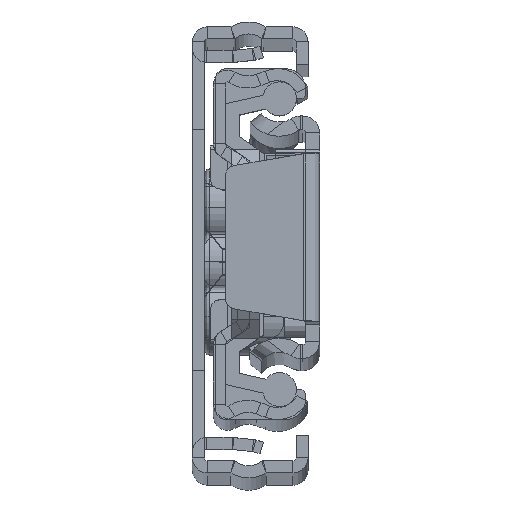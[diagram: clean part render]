
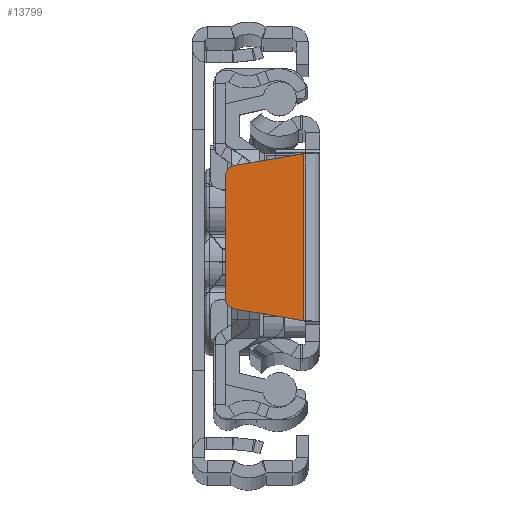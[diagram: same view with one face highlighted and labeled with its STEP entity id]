
A CAD part, top view. The second image highlights one B-rep face of the part: STEP entity #13799.
In plain terms, the highlighted planar face has unit normal (0, 0, 1).
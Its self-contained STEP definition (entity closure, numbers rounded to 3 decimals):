
#273 = AXIS2_PLACEMENT_3D ( 'NONE', #20543, #5438, #12169 ) ;
#348 = EDGE_CURVE ( 'NONE', #8679, #11701, #19726, .T. ) ;
#1028 = CARTESIAN_POINT ( 'NONE',  ( -9.4, 6.156, 0. ) ) ;
#1172 = ORIENTED_EDGE ( 'NONE', *, *, #14389, .F. ) ;
#1465 = CARTESIAN_POINT ( 'NONE',  ( -1.6, -8.333, 0. ) ) ;
#2514 = ORIENTED_EDGE ( 'NONE', *, *, #4355, .F. ) ;
#2642 = VECTOR ( 'NONE', #4732, 1000. ) ;
#2960 = VERTEX_POINT ( 'NONE', #1465 ) ;
#3106 = DIRECTION ( 'NONE',  ( -0.986, 0.168, 0. ) ) ;
#3761 = CIRCLE ( 'NONE', #273, 1. ) ;
#3925 = VERTEX_POINT ( 'NONE', #20020 ) ;
#4255 = VERTEX_POINT ( 'NONE', #19573 ) ;
#4355 = EDGE_CURVE ( 'NONE', #11701, #2960, #18576, .T. ) ;
#4732 = DIRECTION ( 'NONE',  ( 0.986, 0.168, 0. ) ) ;
#5238 = DIRECTION ( 'NONE',  ( 0., -1., 0. ) ) ;
#5438 = DIRECTION ( 'NONE',  ( 0., 0., -1. ) ) ;
#5670 = ORIENTED_EDGE ( 'NONE', *, *, #21064, .F. ) ;
#7630 = ORIENTED_EDGE ( 'NONE', *, *, #14086, .F. ) ;
#8000 = VECTOR ( 'NONE', #14549, 1000. ) ;
#8679 = VERTEX_POINT ( 'NONE', #9593 ) ;
#9588 = CARTESIAN_POINT ( 'NONE',  ( -1.5, 8.35, 0. ) ) ;
#9593 = CARTESIAN_POINT ( 'NONE',  ( -8.568, 7.142, 0. ) ) ;
#9640 = ORIENTED_EDGE ( 'NONE', *, *, #348, .F. ) ;
#10076 = CARTESIAN_POINT ( 'NONE',  ( -8.4, 6.156, 0. ) ) ;
#10109 = VECTOR ( 'NONE', #5238, 1000. ) ;
#10207 = CARTESIAN_POINT ( 'NONE',  ( -1.6, -8.333, 0. ) ) ;
#11397 = VERTEX_POINT ( 'NONE', #12861 ) ;
#11701 = VERTEX_POINT ( 'NONE', #17907 ) ;
#11877 = AXIS2_PLACEMENT_3D ( 'NONE', #20617, #19176, #12255 ) ;
#12062 = DIRECTION ( 'NONE',  ( -1., 0., 0. ) ) ;
#12169 = DIRECTION ( 'NONE',  ( -1., 0., 0. ) ) ;
#12255 = DIRECTION ( 'NONE',  ( -1., 0., 0. ) ) ;
#12861 = CARTESIAN_POINT ( 'NONE',  ( -9.4, -6.156, 0. ) ) ;
#13799 = ADVANCED_FACE ( 'NONE', ( #17014 ), #16913, .F. ) ;
#14086 = EDGE_CURVE ( 'NONE', #4255, #11397, #3761, .T. ) ;
#14389 = EDGE_CURVE ( 'NONE', #3925, #8679, #18218, .T. ) ;
#14496 = EDGE_CURVE ( 'NONE', #11397, #3925, #21381, .T. ) ;
#14549 = DIRECTION ( 'NONE',  ( 0., 1., 0. ) ) ;
#14997 = LINE ( 'NONE', #16436, #16135 ) ;
#15106 = EDGE_LOOP ( 'NONE', ( #2514, #9640, #1172, #15836, #7630, #5670 ) ) ;
#15836 = ORIENTED_EDGE ( 'NONE', *, *, #14496, .F. ) ;
#16135 = VECTOR ( 'NONE', #3106, 1000. ) ;
#16436 = CARTESIAN_POINT ( 'NONE',  ( -8.568, -7.142, 0. ) ) ;
#16913 = PLANE ( 'NONE',  #17488 ) ;
#17014 = FACE_OUTER_BOUND ( 'NONE', #15106, .T. ) ;
#17488 = AXIS2_PLACEMENT_3D ( 'NONE', #10076, #20443, #12062 ) ;
#17907 = CARTESIAN_POINT ( 'NONE',  ( -1.6, 8.333, 0. ) ) ;
#18218 = CIRCLE ( 'NONE', #11877, 1. ) ;
#18576 = LINE ( 'NONE', #10207, #10109 ) ;
#19176 = DIRECTION ( 'NONE',  ( 0., 0., -1. ) ) ;
#19573 = CARTESIAN_POINT ( 'NONE',  ( -8.568, -7.142, 0. ) ) ;
#19726 = LINE ( 'NONE', #9588, #2642 ) ;
#20020 = CARTESIAN_POINT ( 'NONE',  ( -9.4, 6.156, 0. ) ) ;
#20443 = DIRECTION ( 'NONE',  ( 0., 0., -1. ) ) ;
#20543 = CARTESIAN_POINT ( 'NONE',  ( -8.4, -6.156, 0. ) ) ;
#20617 = CARTESIAN_POINT ( 'NONE',  ( -8.4, 6.156, 0. ) ) ;
#21064 = EDGE_CURVE ( 'NONE', #2960, #4255, #14997, .T. ) ;
#21381 = LINE ( 'NONE', #1028, #8000 ) ;
